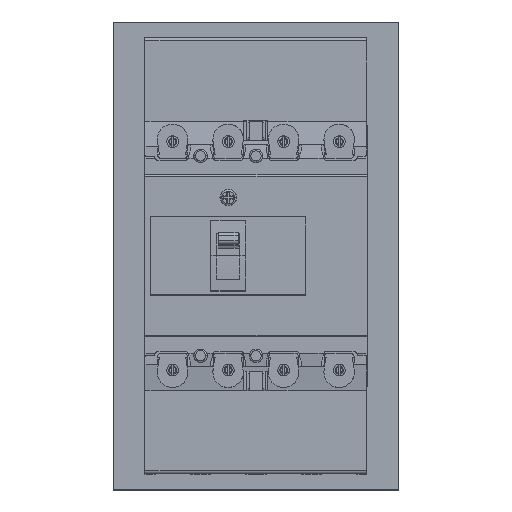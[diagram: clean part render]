
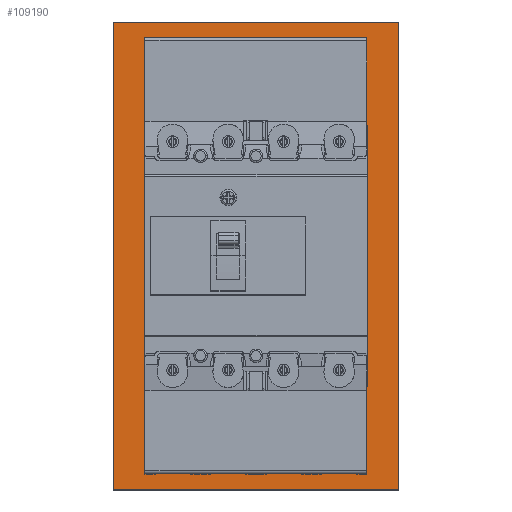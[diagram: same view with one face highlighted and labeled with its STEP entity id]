
A CAD part, top view. The second image highlights one B-rep face of the part: STEP entity #109190.
In plain terms, the highlighted planar face has unit normal (0, 0, 1).
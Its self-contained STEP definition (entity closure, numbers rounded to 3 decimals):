
#106690=CARTESIAN_POINT('',(157.5,0.,-72.));
#106700=DIRECTION('',(0.,-1.,0.));
#106710=VECTOR('',#106700,1.);
#106720=LINE('',#106690,#106710);
#106730=CARTESIAN_POINT('',(157.5,477.6,-72.));
#106740=VERTEX_POINT('',#106730);
#106750=CARTESIAN_POINT('',(157.5,182.6,-72.));
#106760=VERTEX_POINT('',#106750);
#106770=EDGE_CURVE('',#106740,#106760,#106720,.T.);
#108050=CARTESIAN_POINT('',(-22.5,182.6,-72.));
#108060=VERTEX_POINT('',#108050);
#108090=CARTESIAN_POINT('',(0.,182.6,-72.));
#108100=DIRECTION('',(1.,0.,0.));
#108110=VECTOR('',#108100,1.);
#108120=LINE('',#108090,#108110);
#108130=EDGE_CURVE('',#108060,#106760,#108120,.T.);
#108260=CARTESIAN_POINT('',(0.,477.6,-72.));
#108270=DIRECTION('',(-1.,0.,0.));
#108280=VECTOR('',#108270,1.);
#108290=LINE('',#108260,#108280);
#108300=CARTESIAN_POINT('',(-22.5,477.6,-72.));
#108310=VERTEX_POINT('',#108300);
#108320=EDGE_CURVE('',#106740,#108310,#108290,.T.);
#108430=CARTESIAN_POINT('',(50.,265.1,-72.));
#108440=DIRECTION('',(0.,-0.,1.));
#108450=DIRECTION('',(0.,1.,0.));
#108460=AXIS2_PLACEMENT_3D('',#108430,#108440,#108450);
#108470=PLANE('',#108460);
#108480=CARTESIAN_POINT('',(67.5,393.1,-72.));
#108490=DIRECTION('',(0.,0.,1.));
#108500=DIRECTION('',(1.,0.,0.));
#108510=AXIS2_PLACEMENT_3D('',#108480,#108490,#108500);
#108520=CIRCLE('',#108510,2.);
#108530=CARTESIAN_POINT('',(69.5,393.1,-72.));
#108540=VERTEX_POINT('',#108530);
#108550=CARTESIAN_POINT('',(65.5,393.1,-72.));
#108560=VERTEX_POINT('',#108550);
#108570=EDGE_CURVE('',#108540,#108560,#108520,.T.);
#108580=ORIENTED_EDGE('',*,*,#108570,.F.);
#108590=EDGE_CURVE('',#108560,#108540,#108520,.T.);
#108600=ORIENTED_EDGE('',*,*,#108590,.F.);
#108610=EDGE_LOOP('',(#108600,#108580));
#108620=FACE_BOUND('',#108610,.T.);
#108630=CARTESIAN_POINT('',(67.5,267.1,-72.));
#108640=DIRECTION('',(0.,0.,1.));
#108650=DIRECTION('',(1.,0.,0.));
#108660=AXIS2_PLACEMENT_3D('',#108630,#108640,#108650);
#108670=CIRCLE('',#108660,2.);
#108680=CARTESIAN_POINT('',(69.5,267.1,-72.));
#108690=VERTEX_POINT('',#108680);
#108700=CARTESIAN_POINT('',(65.5,267.1,-72.));
#108710=VERTEX_POINT('',#108700);
#108720=EDGE_CURVE('',#108690,#108710,#108670,.T.);
#108730=ORIENTED_EDGE('',*,*,#108720,.F.);
#108740=EDGE_CURVE('',#108710,#108690,#108670,.T.);
#108750=ORIENTED_EDGE('',*,*,#108740,.F.);
#108760=EDGE_LOOP('',(#108750,#108730));
#108770=FACE_BOUND('',#108760,.T.);
#108780=CARTESIAN_POINT('',(32.5,267.1,-72.));
#108790=DIRECTION('',(0.,0.,1.));
#108800=DIRECTION('',(1.,0.,0.));
#108810=AXIS2_PLACEMENT_3D('',#108780,#108790,#108800);
#108820=CIRCLE('',#108810,2.);
#108830=CARTESIAN_POINT('',(34.5,267.1,-72.));
#108840=VERTEX_POINT('',#108830);
#108850=CARTESIAN_POINT('',(30.5,267.1,-72.));
#108860=VERTEX_POINT('',#108850);
#108870=EDGE_CURVE('',#108840,#108860,#108820,.T.);
#108880=ORIENTED_EDGE('',*,*,#108870,.F.);
#108890=EDGE_CURVE('',#108860,#108840,#108820,.T.);
#108900=ORIENTED_EDGE('',*,*,#108890,.F.);
#108910=EDGE_LOOP('',(#108900,#108880));
#108920=FACE_BOUND('',#108910,.T.);
#108930=CARTESIAN_POINT('',(32.5,393.1,-72.));
#108940=DIRECTION('',(0.,0.,1.));
#108950=DIRECTION('',(1.,0.,0.));
#108960=AXIS2_PLACEMENT_3D('',#108930,#108940,#108950);
#108970=CIRCLE('',#108960,2.);
#108980=CARTESIAN_POINT('',(34.5,393.1,-72.));
#108990=VERTEX_POINT('',#108980);
#109000=CARTESIAN_POINT('',(30.5,393.1,-72.));
#109010=VERTEX_POINT('',#109000);
#109020=EDGE_CURVE('',#108990,#109010,#108970,.T.);
#109030=ORIENTED_EDGE('',*,*,#109020,.F.);
#109040=EDGE_CURVE('',#109010,#108990,#108970,.T.);
#109050=ORIENTED_EDGE('',*,*,#109040,.F.);
#109060=EDGE_LOOP('',(#109050,#109030));
#109070=FACE_BOUND('',#109060,.T.);
#109080=ORIENTED_EDGE('',*,*,#108130,.T.);
#109090=CARTESIAN_POINT('',(-22.5,0.,-72.));
#109100=DIRECTION('',(0.,1.,0.));
#109110=VECTOR('',#109100,1.);
#109120=LINE('',#109090,#109110);
#109130=EDGE_CURVE('',#108060,#108310,#109120,.T.);
#109140=ORIENTED_EDGE('',*,*,#109130,.F.);
#109150=ORIENTED_EDGE('',*,*,#108320,.T.);
#109160=ORIENTED_EDGE('',*,*,#106770,.F.);
#109170=EDGE_LOOP('',(#109160,#109150,#109140,#109080));
#109180=FACE_OUTER_BOUND('',#109170,.T.);
#109190=ADVANCED_FACE('',(#108620,#108770,#108920,#109070,#109180),
#108470,.T.);
